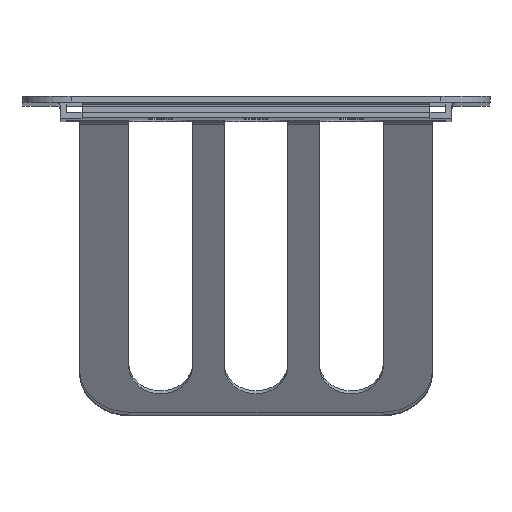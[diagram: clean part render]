
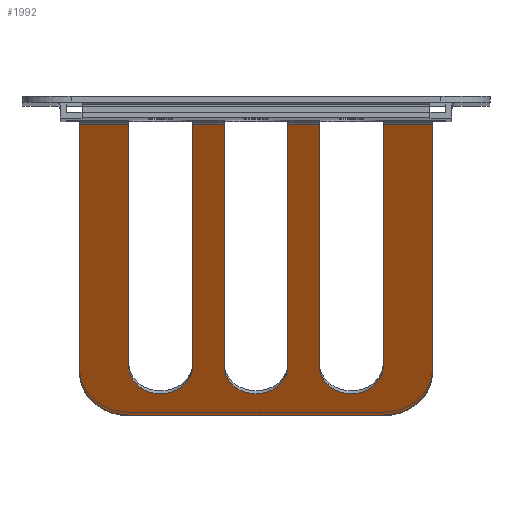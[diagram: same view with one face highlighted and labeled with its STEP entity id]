
A CAD part, top view. The second image highlights one B-rep face of the part: STEP entity #1992.
In plain terms, the highlighted planar face has unit normal (0, -0.5, 0.866).
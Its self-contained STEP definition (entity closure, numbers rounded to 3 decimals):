
#38 = VECTOR ( 'NONE', #4714, 1000. ) ;
#74 = DIRECTION ( 'NONE',  ( 0., -0.5, 0.866 ) ) ;
#85 = EDGE_CURVE ( 'NONE', #1194, #5064, #2330, .T. ) ;
#104 = EDGE_CURVE ( 'NONE', #3177, #373, #283, .T. ) ;
#105 = ORIENTED_EDGE ( 'NONE', *, *, #3921, .F. ) ;
#149 = VERTEX_POINT ( 'NONE', #2369 ) ;
#151 = LINE ( 'NONE', #3170, #3984 ) ;
#263 = LINE ( 'NONE', #3762, #1797 ) ;
#283 = CIRCLE ( 'NONE', #1858, 6.5 ) ;
#311 = DIRECTION ( 'NONE',  ( 0., -0.5, 0.866 ) ) ;
#340 = LINE ( 'NONE', #2695, #3407 ) ;
#351 = VERTEX_POINT ( 'NONE', #3939 ) ;
#373 = VERTEX_POINT ( 'NONE', #4717 ) ;
#388 = CARTESIAN_POINT ( 'NONE',  ( 60.9, -2.015, -126.611 ) ) ;
#391 = ORIENTED_EDGE ( 'NONE', *, *, #636, .T. ) ;
#611 = ORIENTED_EDGE ( 'NONE', *, *, #85, .F. ) ;
#636 = EDGE_CURVE ( 'NONE', #2925, #4664, #1457, .T. ) ;
#645 = VERTEX_POINT ( 'NONE', #4602 ) ;
#681 = ORIENTED_EDGE ( 'NONE', *, *, #2141, .T. ) ;
#691 = DIRECTION ( 'NONE',  ( 0., 0.5, -0.866 ) ) ;
#702 = AXIS2_PLACEMENT_3D ( 'NONE', #2571, #3381, #964 ) ;
#717 = CARTESIAN_POINT ( 'NONE',  ( 54.4, -51.184, -154.999 ) ) ;
#767 = EDGE_CURVE ( 'NONE', #4459, #4235, #3190, .T. ) ;
#774 = PLANE ( 'NONE',  #1530 ) ;
#777 = FACE_OUTER_BOUND ( 'NONE', #2634, .T. ) ;
#800 = ORIENTED_EDGE ( 'NONE', *, *, #3758, .T. ) ;
#931 = CARTESIAN_POINT ( 'NONE',  ( 67.3, -2.015, -126.611 ) ) ;
#964 = DIRECTION ( 'NONE',  ( 0., -0.866, -0.5 ) ) ;
#1018 = DIRECTION ( 'NONE',  ( 1., 0., 0. ) ) ;
#1073 = CARTESIAN_POINT ( 'NONE',  ( 90.3, -18.383, -136.061 ) ) ;
#1108 = CARTESIAN_POINT ( 'NONE',  ( 80.3, -2.015, -126.611 ) ) ;
#1112 = VECTOR ( 'NONE', #1989, 1000. ) ;
#1159 = EDGE_CURVE ( 'NONE', #351, #4316, #2737, .T. ) ;
#1183 = VECTOR ( 'NONE', #2216, 1000. ) ;
#1194 = VERTEX_POINT ( 'NONE', #1664 ) ;
#1300 = CARTESIAN_POINT ( 'NONE',  ( 71.073, -2.015, -126.611 ) ) ;
#1320 = CARTESIAN_POINT ( 'NONE',  ( 28.5, -51.184, -154.999 ) ) ;
#1436 = DIRECTION ( 'NONE',  ( 0., 0.866, 0.5 ) ) ;
#1457 = LINE ( 'NONE', #1300, #4222 ) ;
#1481 = LINE ( 'NONE', #3945, #4509 ) ;
#1530 = AXIS2_PLACEMENT_3D ( 'NONE', #4864, #311, #1959 ) ;
#1538 = DIRECTION ( 'NONE',  ( 0., 0.5, -0.866 ) ) ;
#1554 = CARTESIAN_POINT ( 'NONE',  ( 80.3, -61.144, -160.749 ) ) ;
#1639 = ORIENTED_EDGE ( 'NONE', *, *, #3959, .F. ) ;
#1664 = CARTESIAN_POINT ( 'NONE',  ( 18.5, -52.483, -155.749 ) ) ;
#1669 = CARTESIAN_POINT ( 'NONE',  ( 16.5, -61.144, -160.749 ) ) ;
#1695 = CARTESIAN_POINT ( 'NONE',  ( 80.3, -52.483, -155.749 ) ) ;
#1728 = ORIENTED_EDGE ( 'NONE', *, *, #3437, .T. ) ;
#1792 = CARTESIAN_POINT ( 'NONE',  ( 28.5, -2.015, -126.611 ) ) ;
#1797 = VECTOR ( 'NONE', #4586, 1000. ) ;
#1805 = ORIENTED_EDGE ( 'NONE', *, *, #4611, .T. ) ;
#1858 = AXIS2_PLACEMENT_3D ( 'NONE', #717, #1538, #3581 ) ;
#1865 = EDGE_CURVE ( 'NONE', #3177, #4664, #340, .T. ) ;
#1886 = CIRCLE ( 'NONE', #4271, 6.5 ) ;
#1959 = DIRECTION ( 'NONE',  ( -1., 0., 0. ) ) ;
#1989 = DIRECTION ( 'NONE',  ( 1., 0., 0. ) ) ;
#1992 = ADVANCED_FACE ( 'NONE', ( #777 ), #774, .T. ) ;
#2001 = VECTOR ( 'NONE', #3588, 1000. ) ;
#2003 = ORIENTED_EDGE ( 'NONE', *, *, #2299, .F. ) ;
#2080 = AXIS2_PLACEMENT_3D ( 'NONE', #1695, #74, #4563 ) ;
#2133 = VERTEX_POINT ( 'NONE', #2512 ) ;
#2141 = EDGE_CURVE ( 'NONE', #2941, #4138, #3208, .T. ) ;
#2216 = DIRECTION ( 'NONE',  ( 0., 0.866, 0.5 ) ) ;
#2248 = CIRCLE ( 'NONE', #3045, 6.5 ) ;
#2299 = EDGE_CURVE ( 'NONE', #2925, #4072, #151, .T. ) ;
#2330 = LINE ( 'NONE', #4809, #4762 ) ;
#2369 = CARTESIAN_POINT ( 'NONE',  ( 41.5, -2.015, -126.611 ) ) ;
#2512 = CARTESIAN_POINT ( 'NONE',  ( 41.5, -51.184, -154.999 ) ) ;
#2544 = EDGE_CURVE ( 'NONE', #149, #4536, #1481, .T. ) ;
#2571 = CARTESIAN_POINT ( 'NONE',  ( 28.5, -52.483, -155.749 ) ) ;
#2624 = VECTOR ( 'NONE', #3715, 1000. ) ;
#2634 = EDGE_LOOP ( 'NONE', ( #681, #105, #611, #1728, #1639, #4777, #800, #3062, #2727, #4675, #2003, #391, #4388, #4364, #1805, #4938, #4026, #3465 ) ) ;
#2695 = CARTESIAN_POINT ( 'NONE',  ( 60.9, -9.615, -130.999 ) ) ;
#2727 = ORIENTED_EDGE ( 'NONE', *, *, #1159, .F. ) ;
#2737 = LINE ( 'NONE', #4140, #2624 ) ;
#2738 = CARTESIAN_POINT ( 'NONE',  ( 73.8, -51.184, -154.999 ) ) ;
#2741 = CARTESIAN_POINT ( 'NONE',  ( 90.3, -52.483, -155.749 ) ) ;
#2780 = VECTOR ( 'NONE', #4578, 1000. ) ;
#2907 = LINE ( 'NONE', #1669, #2780 ) ;
#2925 = VERTEX_POINT ( 'NONE', #931 ) ;
#2941 = VERTEX_POINT ( 'NONE', #1320 ) ;
#3045 = AXIS2_PLACEMENT_3D ( 'NONE', #4772, #691, #5177 ) ;
#3062 = ORIENTED_EDGE ( 'NONE', *, *, #3107, .T. ) ;
#3085 = CARTESIAN_POINT ( 'NONE',  ( 98.615, -2.015, -126.611 ) ) ;
#3107 = EDGE_CURVE ( 'NONE', #3791, #4316, #3293, .T. ) ;
#3170 = CARTESIAN_POINT ( 'NONE',  ( 67.3, -9.615, -130.999 ) ) ;
#3177 = VERTEX_POINT ( 'NONE', #4754 ) ;
#3190 = CIRCLE ( 'NONE', #2080, 10. ) ;
#3193 = CARTESIAN_POINT ( 'NONE',  ( 47.9, -9.615, -130.999 ) ) ;
#3208 = LINE ( 'NONE', #4095, #4568 ) ;
#3228 = EDGE_CURVE ( 'NONE', #4072, #351, #1886, .T. ) ;
#3293 = LINE ( 'NONE', #3085, #38 ) ;
#3381 = DIRECTION ( 'NONE',  ( 0., -0.5, 0.866 ) ) ;
#3407 = VECTOR ( 'NONE', #1436, 1000. ) ;
#3437 = EDGE_CURVE ( 'NONE', #1194, #645, #4590, .T. ) ;
#3465 = ORIENTED_EDGE ( 'NONE', *, *, #4538, .T. ) ;
#3581 = DIRECTION ( 'NONE',  ( 0., 0.866, 0.5 ) ) ;
#3588 = DIRECTION ( 'NONE',  ( 0., 0.866, 0.5 ) ) ;
#3592 = DIRECTION ( 'NONE',  ( 0., -0.5, 0.866 ) ) ;
#3715 = DIRECTION ( 'NONE',  ( 0., 0.866, 0.5 ) ) ;
#3730 = DIRECTION ( 'NONE',  ( -1., 0., 0. ) ) ;
#3736 = CARTESIAN_POINT ( 'NONE',  ( 67.3, -51.184, -154.999 ) ) ;
#3758 = EDGE_CURVE ( 'NONE', #4235, #3791, #4073, .T. ) ;
#3762 = CARTESIAN_POINT ( 'NONE',  ( 41.5, -9.615, -130.999 ) ) ;
#3791 = VERTEX_POINT ( 'NONE', #4704 ) ;
#3921 = EDGE_CURVE ( 'NONE', #5064, #4138, #4443, .T. ) ;
#3939 = CARTESIAN_POINT ( 'NONE',  ( 80.3, -51.184, -154.999 ) ) ;
#3945 = CARTESIAN_POINT ( 'NONE',  ( 37.727, -2.015, -126.611 ) ) ;
#3959 = EDGE_CURVE ( 'NONE', #4459, #645, #2907, .T. ) ;
#3984 = VECTOR ( 'NONE', #4444, 1000. ) ;
#4026 = ORIENTED_EDGE ( 'NONE', *, *, #5181, .T. ) ;
#4072 = VERTEX_POINT ( 'NONE', #3736 ) ;
#4073 = LINE ( 'NONE', #1073, #1183 ) ;
#4095 = CARTESIAN_POINT ( 'NONE',  ( 28.5, -9.615, -130.999 ) ) ;
#4138 = VERTEX_POINT ( 'NONE', #1792 ) ;
#4140 = CARTESIAN_POINT ( 'NONE',  ( 80.3, -9.615, -130.999 ) ) ;
#4222 = VECTOR ( 'NONE', #3730, 1000. ) ;
#4235 = VERTEX_POINT ( 'NONE', #2741 ) ;
#4271 = AXIS2_PLACEMENT_3D ( 'NONE', #2738, #3592, #4399 ) ;
#4316 = VERTEX_POINT ( 'NONE', #1108 ) ;
#4335 = CARTESIAN_POINT ( 'NONE',  ( 18.5, -2.015, -126.611 ) ) ;
#4363 = LINE ( 'NONE', #3193, #2001 ) ;
#4364 = ORIENTED_EDGE ( 'NONE', *, *, #104, .T. ) ;
#4388 = ORIENTED_EDGE ( 'NONE', *, *, #1865, .F. ) ;
#4399 = DIRECTION ( 'NONE',  ( 0., 0.866, 0.5 ) ) ;
#4443 = LINE ( 'NONE', #4901, #1112 ) ;
#4444 = DIRECTION ( 'NONE',  ( 0., -0.866, -0.5 ) ) ;
#4459 = VERTEX_POINT ( 'NONE', #1554 ) ;
#4501 = DIRECTION ( 'NONE',  ( 0., 0.866, 0.5 ) ) ;
#4509 = VECTOR ( 'NONE', #1018, 1000. ) ;
#4536 = VERTEX_POINT ( 'NONE', #5165 ) ;
#4538 = EDGE_CURVE ( 'NONE', #2133, #2941, #2248, .T. ) ;
#4563 = DIRECTION ( 'NONE',  ( 0., -0.866, -0.5 ) ) ;
#4568 = VECTOR ( 'NONE', #4501, 1000. ) ;
#4578 = DIRECTION ( 'NONE',  ( -1., 0., 0. ) ) ;
#4586 = DIRECTION ( 'NONE',  ( 0., -0.866, -0.5 ) ) ;
#4590 = CIRCLE ( 'NONE', #702, 10. ) ;
#4602 = CARTESIAN_POINT ( 'NONE',  ( 28.5, -61.144, -160.749 ) ) ;
#4611 = EDGE_CURVE ( 'NONE', #373, #4536, #4363, .T. ) ;
#4664 = VERTEX_POINT ( 'NONE', #388 ) ;
#4675 = ORIENTED_EDGE ( 'NONE', *, *, #3228, .F. ) ;
#4704 = CARTESIAN_POINT ( 'NONE',  ( 90.3, -2.015, -126.611 ) ) ;
#4714 = DIRECTION ( 'NONE',  ( -1., 0., 0. ) ) ;
#4717 = CARTESIAN_POINT ( 'NONE',  ( 47.9, -51.184, -154.999 ) ) ;
#4754 = CARTESIAN_POINT ( 'NONE',  ( 60.9, -51.184, -154.999 ) ) ;
#4762 = VECTOR ( 'NONE', #5194, 1000. ) ;
#4772 = CARTESIAN_POINT ( 'NONE',  ( 35., -51.184, -154.999 ) ) ;
#4777 = ORIENTED_EDGE ( 'NONE', *, *, #767, .T. ) ;
#4809 = CARTESIAN_POINT ( 'NONE',  ( 18.5, 37.108, -104.023 ) ) ;
#4864 = CARTESIAN_POINT ( 'NONE',  ( -1.5, 37.108, -104.023 ) ) ;
#4901 = CARTESIAN_POINT ( 'NONE',  ( 10.185, -2.015, -126.611 ) ) ;
#4938 = ORIENTED_EDGE ( 'NONE', *, *, #2544, .F. ) ;
#5064 = VERTEX_POINT ( 'NONE', #4335 ) ;
#5165 = CARTESIAN_POINT ( 'NONE',  ( 47.9, -2.015, -126.611 ) ) ;
#5177 = DIRECTION ( 'NONE',  ( 0., 0.866, 0.5 ) ) ;
#5181 = EDGE_CURVE ( 'NONE', #149, #2133, #263, .T. ) ;
#5194 = DIRECTION ( 'NONE',  ( 0., 0.866, 0.5 ) ) ;
